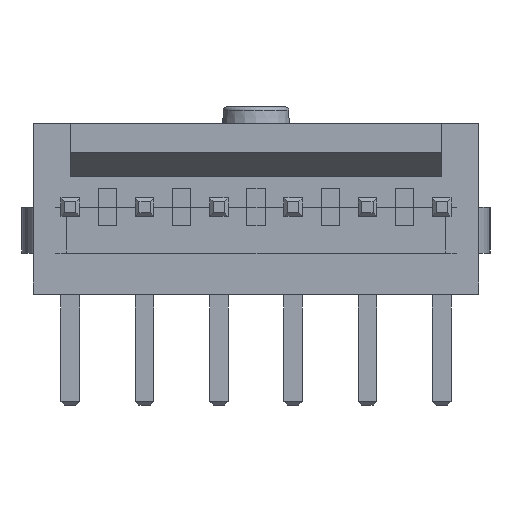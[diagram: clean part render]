
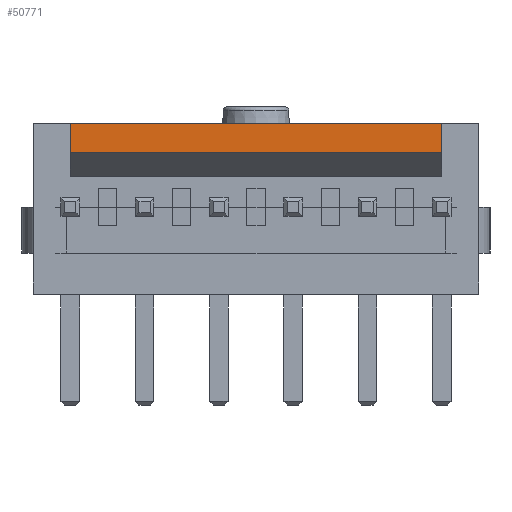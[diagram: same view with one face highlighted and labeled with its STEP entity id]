
A CAD part, left-side view. The second image highlights one B-rep face of the part: STEP entity #50771.
In plain terms, the highlighted face is planar.
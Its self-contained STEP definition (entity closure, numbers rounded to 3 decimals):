
#46741 = PLANE('',#46742);
#46742 = AXIS2_PLACEMENT_3D('',#46743,#46744,#46745);
#46743 = CARTESIAN_POINT('',(-7.62,-1.588,-2.87));
#46744 = DIRECTION('',(0.,0.,-1.));
#46745 = DIRECTION('',(0.,1.,0.));
#48662 = VERTEX_POINT('',#48663);
#48663 = CARTESIAN_POINT('',(6.35,10.113,-2.87));
#48677 = PLANE('',#48678);
#48678 = AXIS2_PLACEMENT_3D('',#48679,#48680,#48681);
#48679 = CARTESIAN_POINT('',(6.35,0.,0.));
#48680 = DIRECTION('',(1.,0.,0.));
#48681 = DIRECTION('',(0.,0.,-1.));
#48689 = EDGE_CURVE('',#48690,#48662,#48692,.T.);
#48690 = VERTEX_POINT('',#48691);
#48691 = CARTESIAN_POINT('',(-6.35,10.113,-2.87));
#48692 = SURFACE_CURVE('',#48693,(#48697,#48704),.PCURVE_S1.);
#48693 = LINE('',#48694,#48695);
#48694 = CARTESIAN_POINT('',(-6.35,10.113,-2.87));
#48695 = VECTOR('',#48696,1.);
#48696 = DIRECTION('',(1.,0.,0.));
#48697 = PCURVE('',#46741,#48698);
#48698 = DEFINITIONAL_REPRESENTATION('',(#48699),#48703);
#48699 = LINE('',#48700,#48701);
#48700 = CARTESIAN_POINT('',(11.7,1.27));
#48701 = VECTOR('',#48702,1.);
#48702 = DIRECTION('',(0.,1.));
#48703 = ( GEOMETRIC_REPRESENTATION_CONTEXT(2) 
PARAMETRIC_REPRESENTATION_CONTEXT() REPRESENTATION_CONTEXT('2D SPACE',''
  ) );
#48704 = PCURVE('',#48705,#48710);
#48705 = PLANE('',#48706);
#48706 = AXIS2_PLACEMENT_3D('',#48707,#48708,#48709);
#48707 = CARTESIAN_POINT('',(-6.35,10.113,-2.87));
#48708 = DIRECTION('',(0.,1.,0.));
#48709 = DIRECTION('',(0.,0.,1.));
#48710 = DEFINITIONAL_REPRESENTATION('',(#48711),#48715);
#48711 = LINE('',#48712,#48713);
#48712 = CARTESIAN_POINT('',(0.,0.));
#48713 = VECTOR('',#48714,1.);
#48714 = DIRECTION('',(0.,1.));
#48715 = ( GEOMETRIC_REPRESENTATION_CONTEXT(2) 
PARAMETRIC_REPRESENTATION_CONTEXT() REPRESENTATION_CONTEXT('2D SPACE',''
  ) );
#48733 = PLANE('',#48734);
#48734 = AXIS2_PLACEMENT_3D('',#48735,#48736,#48737);
#48735 = CARTESIAN_POINT('',(-6.35,0.,0.));
#48736 = DIRECTION('',(1.,0.,0.));
#48737 = DIRECTION('',(0.,0.,-1.));
#50616 = EDGE_CURVE('',#48690,#50617,#50619,.T.);
#50617 = VERTEX_POINT('',#50618);
#50618 = CARTESIAN_POINT('',(-6.35,10.113,-1.87));
#50619 = SURFACE_CURVE('',#50620,(#50624,#50631),.PCURVE_S1.);
#50620 = LINE('',#50621,#50622);
#50621 = CARTESIAN_POINT('',(-6.35,10.113,-2.87));
#50622 = VECTOR('',#50623,1.);
#50623 = DIRECTION('',(0.,0.,1.));
#50624 = PCURVE('',#48733,#50625);
#50625 = DEFINITIONAL_REPRESENTATION('',(#50626),#50630);
#50626 = LINE('',#50627,#50628);
#50627 = CARTESIAN_POINT('',(2.87,10.113));
#50628 = VECTOR('',#50629,1.);
#50629 = DIRECTION('',(-1.,0.));
#50630 = ( GEOMETRIC_REPRESENTATION_CONTEXT(2) 
PARAMETRIC_REPRESENTATION_CONTEXT() REPRESENTATION_CONTEXT('2D SPACE',''
  ) );
#50631 = PCURVE('',#48705,#50632);
#50632 = DEFINITIONAL_REPRESENTATION('',(#50633),#50637);
#50633 = LINE('',#50634,#50635);
#50634 = CARTESIAN_POINT('',(0.,0.));
#50635 = VECTOR('',#50636,1.);
#50636 = DIRECTION('',(1.,0.));
#50637 = ( GEOMETRIC_REPRESENTATION_CONTEXT(2) 
PARAMETRIC_REPRESENTATION_CONTEXT() REPRESENTATION_CONTEXT('2D SPACE',''
  ) );
#50655 = PLANE('',#50656);
#50656 = AXIS2_PLACEMENT_3D('',#50657,#50658,#50659);
#50657 = CARTESIAN_POINT('',(-6.35,10.113,-1.87));
#50658 = DIRECTION('',(0.,0.,1.));
#50659 = DIRECTION('',(0.,-1.,0.));
#50771 = ADVANCED_FACE('',(#50772),#48705,.T.);
#50772 = FACE_BOUND('',#50773,.F.);
#50773 = EDGE_LOOP('',(#50774,#50775,#50776,#50799));
#50774 = ORIENTED_EDGE('',*,*,#50616,.F.);
#50775 = ORIENTED_EDGE('',*,*,#48689,.T.);
#50776 = ORIENTED_EDGE('',*,*,#50777,.T.);
#50777 = EDGE_CURVE('',#48662,#50778,#50780,.T.);
#50778 = VERTEX_POINT('',#50779);
#50779 = CARTESIAN_POINT('',(6.35,10.113,-1.87));
#50780 = SURFACE_CURVE('',#50781,(#50785,#50792),.PCURVE_S1.);
#50781 = LINE('',#50782,#50783);
#50782 = CARTESIAN_POINT('',(6.35,10.113,-2.87));
#50783 = VECTOR('',#50784,1.);
#50784 = DIRECTION('',(0.,0.,1.));
#50785 = PCURVE('',#48705,#50786);
#50786 = DEFINITIONAL_REPRESENTATION('',(#50787),#50791);
#50787 = LINE('',#50788,#50789);
#50788 = CARTESIAN_POINT('',(0.,12.7));
#50789 = VECTOR('',#50790,1.);
#50790 = DIRECTION('',(1.,0.));
#50791 = ( GEOMETRIC_REPRESENTATION_CONTEXT(2) 
PARAMETRIC_REPRESENTATION_CONTEXT() REPRESENTATION_CONTEXT('2D SPACE',''
  ) );
#50792 = PCURVE('',#48677,#50793);
#50793 = DEFINITIONAL_REPRESENTATION('',(#50794),#50798);
#50794 = LINE('',#50795,#50796);
#50795 = CARTESIAN_POINT('',(2.87,10.113));
#50796 = VECTOR('',#50797,1.);
#50797 = DIRECTION('',(-1.,0.));
#50798 = ( GEOMETRIC_REPRESENTATION_CONTEXT(2) 
PARAMETRIC_REPRESENTATION_CONTEXT() REPRESENTATION_CONTEXT('2D SPACE',''
  ) );
#50799 = ORIENTED_EDGE('',*,*,#50800,.F.);
#50800 = EDGE_CURVE('',#50617,#50778,#50801,.T.);
#50801 = SURFACE_CURVE('',#50802,(#50806,#50813),.PCURVE_S1.);
#50802 = LINE('',#50803,#50804);
#50803 = CARTESIAN_POINT('',(-6.35,10.113,-1.87));
#50804 = VECTOR('',#50805,1.);
#50805 = DIRECTION('',(1.,0.,0.));
#50806 = PCURVE('',#48705,#50807);
#50807 = DEFINITIONAL_REPRESENTATION('',(#50808),#50812);
#50808 = LINE('',#50809,#50810);
#50809 = CARTESIAN_POINT('',(1.,0.));
#50810 = VECTOR('',#50811,1.);
#50811 = DIRECTION('',(0.,1.));
#50812 = ( GEOMETRIC_REPRESENTATION_CONTEXT(2) 
PARAMETRIC_REPRESENTATION_CONTEXT() REPRESENTATION_CONTEXT('2D SPACE',''
  ) );
#50813 = PCURVE('',#50655,#50814);
#50814 = DEFINITIONAL_REPRESENTATION('',(#50815),#50819);
#50815 = LINE('',#50816,#50817);
#50816 = CARTESIAN_POINT('',(0.,0.));
#50817 = VECTOR('',#50818,1.);
#50818 = DIRECTION('',(0.,1.));
#50819 = ( GEOMETRIC_REPRESENTATION_CONTEXT(2) 
PARAMETRIC_REPRESENTATION_CONTEXT() REPRESENTATION_CONTEXT('2D SPACE',''
  ) );
